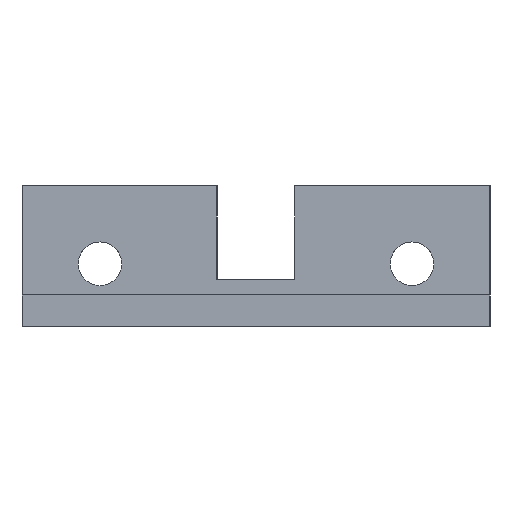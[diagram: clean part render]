
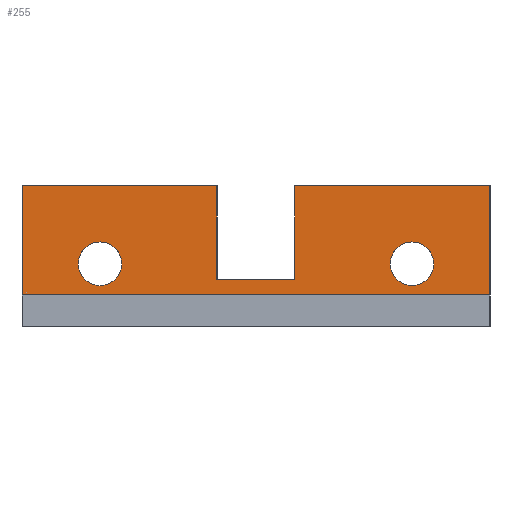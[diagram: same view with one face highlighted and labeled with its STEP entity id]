
A CAD part, left-side view. The second image highlights one B-rep face of the part: STEP entity #255.
In plain terms, the highlighted planar face has unit normal (-1, 0, 0).
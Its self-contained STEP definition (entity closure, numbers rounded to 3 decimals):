
#33 = EDGE_CURVE ( 'NONE', #37, #34, #372, .T. ) ;
#34 = VERTEX_POINT ( 'NONE', #431 ) ;
#37 = VERTEX_POINT ( 'NONE', #430 ) ;
#51 = ORIENTED_EDGE ( 'NONE', *, *, #1068, .T. ) ;
#57 = VERTEX_POINT ( 'NONE', #460 ) ;
#59 = EDGE_CURVE ( 'NONE', #57, #60, #459, .T. ) ;
#60 = VERTEX_POINT ( 'NONE', #454 ) ;
#83 = EDGE_CURVE ( 'NONE', #86, #137, #436, .T. ) ;
#86 = VERTEX_POINT ( 'NONE', #491 ) ;
#137 = VERTEX_POINT ( 'NONE', #572 ) ;
#160 = VERTEX_POINT ( 'NONE', #600 ) ;
#171 = EDGE_CURVE ( 'NONE', #34, #37, #646, .T. ) ;
#175 = EDGE_CURVE ( 'NONE', #199, #137, #632, .T. ) ;
#185 = EDGE_CURVE ( 'NONE', #186, #199, #677, .T. ) ;
#186 = VERTEX_POINT ( 'NONE', #673 ) ;
#199 = VERTEX_POINT ( 'NONE', #711 ) ;
#208 = EDGE_CURVE ( 'NONE', #209, #160, #700, .T. ) ;
#209 = VERTEX_POINT ( 'NONE', #696 ) ;
#238 = EDGE_CURVE ( 'NONE', #60, #57, #782, .T. ) ;
#243 = ORIENTED_EDGE ( 'NONE', *, *, #185, .T. ) ;
#244 = ORIENTED_EDGE ( 'NONE', *, *, #175, .T. ) ;
#245 = ORIENTED_EDGE ( 'NONE', *, *, #83, .F. ) ;
#246 = ORIENTED_EDGE ( 'NONE', *, *, #247, .F. ) ;
#247 = EDGE_CURVE ( 'NONE', #272, #86, #772, .T. ) ;
#248 = ORIENTED_EDGE ( 'NONE', *, *, #271, .T. ) ;
#255 = ADVANCED_FACE ( 'NONE', ( #758, #757, #756 ), #755, .T. ) ;
#256 = EDGE_LOOP ( 'NONE', ( #257, #258 ) ) ;
#257 = ORIENTED_EDGE ( 'NONE', *, *, #238, .T. ) ;
#258 = ORIENTED_EDGE ( 'NONE', *, *, #59, .T. ) ;
#259 = EDGE_LOOP ( 'NONE', ( #260, #261 ) ) ;
#260 = ORIENTED_EDGE ( 'NONE', *, *, #171, .T. ) ;
#261 = ORIENTED_EDGE ( 'NONE', *, *, #33, .T. ) ;
#262 = EDGE_LOOP ( 'NONE', ( #263, #265, #51, #243, #244, #245, #246, #248 ) ) ;
#263 = ORIENTED_EDGE ( 'NONE', *, *, #264, .F. ) ;
#264 = EDGE_CURVE ( 'NONE', #209, #273, #812, .T. ) ;
#265 = ORIENTED_EDGE ( 'NONE', *, *, #208, .T. ) ;
#271 = EDGE_CURVE ( 'NONE', #272, #273, #798, .T. ) ;
#272 = VERTEX_POINT ( 'NONE', #794 ) ;
#273 = VERTEX_POINT ( 'NONE', #793 ) ;
#369 = DIRECTION ( 'NONE',  ( 1., 0., 0. ) ) ;
#370 = CARTESIAN_POINT ( 'NONE',  ( -47.8, 10., 4. ) ) ;
#371 = AXIS2_PLACEMENT_3D ( 'NONE', #370, #369, #432 ) ;
#372 = CIRCLE ( 'NONE', #371, 1.4 ) ;
#430 = CARTESIAN_POINT ( 'NONE',  ( -47.8, 10., 5.4 ) ) ;
#431 = CARTESIAN_POINT ( 'NONE',  ( -47.8, 10., 2.6 ) ) ;
#432 = DIRECTION ( 'NONE',  ( 0., 0., -1. ) ) ;
#433 = DIRECTION ( 'NONE',  ( 0., -1., 0. ) ) ;
#434 = VECTOR ( 'NONE', #433, 1000. ) ;
#435 = CARTESIAN_POINT ( 'NONE',  ( -47.8, 15., 9. ) ) ;
#436 = LINE ( 'NONE', #435, #434 ) ;
#454 = CARTESIAN_POINT ( 'NONE',  ( -47.8, -10., 2.6 ) ) ;
#455 = DIRECTION ( 'NONE',  ( 0., 0., -1. ) ) ;
#456 = DIRECTION ( 'NONE',  ( 1., 0., 0. ) ) ;
#457 = CARTESIAN_POINT ( 'NONE',  ( -47.8, -10., 4. ) ) ;
#458 = AXIS2_PLACEMENT_3D ( 'NONE', #457, #456, #455 ) ;
#459 = CIRCLE ( 'NONE', #458, 1.4 ) ;
#460 = CARTESIAN_POINT ( 'NONE',  ( -47.8, -10., 5.4 ) ) ;
#491 = CARTESIAN_POINT ( 'NONE',  ( -47.8, 15., 9. ) ) ;
#572 = CARTESIAN_POINT ( 'NONE',  ( -47.8, 2.5, 9. ) ) ;
#600 = CARTESIAN_POINT ( 'NONE',  ( -47.8, -2.5, 9. ) ) ;
#629 = DIRECTION ( 'NONE',  ( 0., 0., 1. ) ) ;
#630 = VECTOR ( 'NONE', #629, 1000. ) ;
#631 = CARTESIAN_POINT ( 'NONE',  ( -47.8, 2.5, 9. ) ) ;
#632 = LINE ( 'NONE', #631, #630 ) ;
#643 = DIRECTION ( 'NONE',  ( 0., 0., -1. ) ) ;
#644 = DIRECTION ( 'NONE',  ( 1., 0., 0. ) ) ;
#645 = AXIS2_PLACEMENT_3D ( 'NONE', #652, #644, #643 ) ;
#646 = CIRCLE ( 'NONE', #645, 1.4 ) ;
#652 = CARTESIAN_POINT ( 'NONE',  ( -47.8, 10., 4. ) ) ;
#673 = CARTESIAN_POINT ( 'NONE',  ( -47.8, -2.5, 3. ) ) ;
#674 = DIRECTION ( 'NONE',  ( 0., 1., 0. ) ) ;
#675 = VECTOR ( 'NONE', #674, 1000. ) ;
#676 = CARTESIAN_POINT ( 'NONE',  ( -47.8, -15., 3. ) ) ;
#677 = LINE ( 'NONE', #676, #675 ) ;
#696 = CARTESIAN_POINT ( 'NONE',  ( -47.8, -15., 9. ) ) ;
#697 = DIRECTION ( 'NONE',  ( 0., 1., 0. ) ) ;
#698 = VECTOR ( 'NONE', #697, 1000. ) ;
#699 = CARTESIAN_POINT ( 'NONE',  ( -47.8, -15., 9. ) ) ;
#700 = LINE ( 'NONE', #699, #698 ) ;
#711 = CARTESIAN_POINT ( 'NONE',  ( -47.8, 2.5, 3. ) ) ;
#751 = DIRECTION ( 'NONE',  ( 0., 0., 1. ) ) ;
#752 = DIRECTION ( 'NONE',  ( -1., 0., 0. ) ) ;
#753 = CARTESIAN_POINT ( 'NONE',  ( -47.8, -15., 9. ) ) ;
#754 = AXIS2_PLACEMENT_3D ( 'NONE', #753, #752, #751 ) ;
#755 = PLANE ( 'NONE',  #754 ) ;
#756 = FACE_OUTER_BOUND ( 'NONE', #262, .T. ) ;
#757 = FACE_BOUND ( 'NONE', #259, .T. ) ;
#758 = FACE_BOUND ( 'NONE', #256, .T. ) ;
#769 = DIRECTION ( 'NONE',  ( 0., 0., 1. ) ) ;
#770 = VECTOR ( 'NONE', #769, 1000. ) ;
#771 = CARTESIAN_POINT ( 'NONE',  ( -47.8, 15., 0. ) ) ;
#772 = LINE ( 'NONE', #771, #770 ) ;
#778 = DIRECTION ( 'NONE',  ( 0., 0., -1. ) ) ;
#779 = DIRECTION ( 'NONE',  ( 1., 0., 0. ) ) ;
#780 = CARTESIAN_POINT ( 'NONE',  ( -47.8, -10., 4. ) ) ;
#781 = AXIS2_PLACEMENT_3D ( 'NONE', #780, #779, #778 ) ;
#782 = CIRCLE ( 'NONE', #781, 1.4 ) ;
#793 = CARTESIAN_POINT ( 'NONE',  ( -47.8, -15., 2. ) ) ;
#794 = CARTESIAN_POINT ( 'NONE',  ( -47.8, 15., 2. ) ) ;
#795 = DIRECTION ( 'NONE',  ( 0., -1., 0. ) ) ;
#796 = VECTOR ( 'NONE', #795, 1000. ) ;
#797 = CARTESIAN_POINT ( 'NONE',  ( -47.8, -15., 2. ) ) ;
#798 = LINE ( 'NONE', #797, #796 ) ;
#809 = DIRECTION ( 'NONE',  ( 0., 0., -1. ) ) ;
#810 = VECTOR ( 'NONE', #809, 1000. ) ;
#811 = CARTESIAN_POINT ( 'NONE',  ( -47.8, -15., 0. ) ) ;
#812 = LINE ( 'NONE', #811, #810 ) ;
#968 = DIRECTION ( 'NONE',  ( 0., 0., -1. ) ) ;
#969 = VECTOR ( 'NONE', #968, 1000. ) ;
#970 = CARTESIAN_POINT ( 'NONE',  ( -47.8, -2.5, 9. ) ) ;
#971 = LINE ( 'NONE', #970, #969 ) ;
#1068 = EDGE_CURVE ( 'NONE', #160, #186, #971, .T. ) ;
